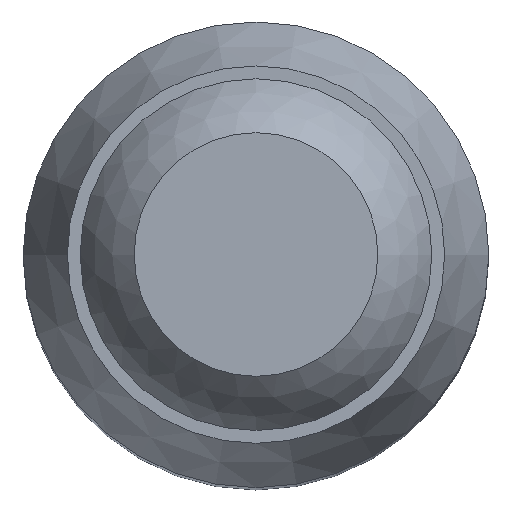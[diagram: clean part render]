
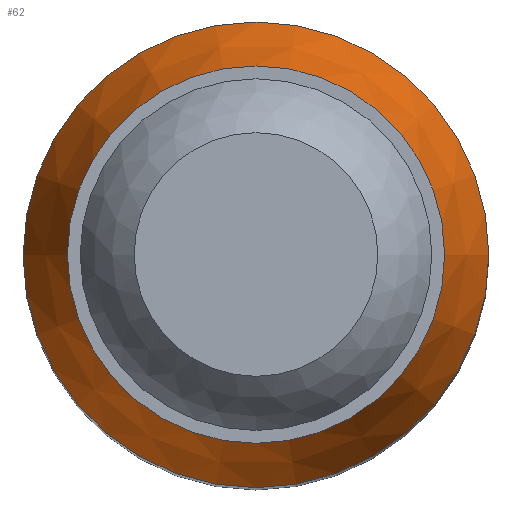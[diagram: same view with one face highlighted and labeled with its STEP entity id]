
A CAD part, top view. The second image highlights one B-rep face of the part: STEP entity #62.
In plain terms, the highlighted conical face has half-angle 20.41 degrees and reference radius 12 mm.
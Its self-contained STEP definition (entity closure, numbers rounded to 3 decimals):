
#62 = ADVANCED_FACE( '', ( #132, #133 ), #134, .T. );
#132 = FACE_BOUND( '', #206, .T. );
#133 = FACE_OUTER_BOUND( '', #207, .T. );
#134 = CONICAL_SURFACE( '', #208, 12., 0.356 );
#206 = EDGE_LOOP( '', ( #311 ) );
#207 = EDGE_LOOP( '', ( #312 ) );
#208 = AXIS2_PLACEMENT_3D( '', #313, #314, #315 );
#311 = ORIENTED_EDGE( '', *, *, #410, .T. );
#312 = ORIENTED_EDGE( '', *, *, #431, .F. );
#313 = CARTESIAN_POINT( '', ( 0., 0., 70.026 ) );
#314 = DIRECTION( '', ( 0., 0., -1. ) );
#315 = DIRECTION( '', ( -1., 0., 0. ) );
#410 = EDGE_CURVE( '', #478, #478, #479, .T. );
#431 = EDGE_CURVE( '', #510, #510, #511, .T. );
#478 = VERTEX_POINT( '', #565 );
#479 = CIRCLE( '', #566, 9.725 );
#510 = VERTEX_POINT( '', #608 );
#511 = CIRCLE( '', #609, 12. );
#565 = CARTESIAN_POINT( '', ( -9.725, 0., 76.14 ) );
#566 = AXIS2_PLACEMENT_3D( '', #655, #656, #657 );
#608 = CARTESIAN_POINT( '', ( -12., 0., 70.026 ) );
#609 = AXIS2_PLACEMENT_3D( '', #678, #679, #680 );
#655 = CARTESIAN_POINT( '', ( 0., 0., 76.14 ) );
#656 = DIRECTION( '', ( 0., 0., -1. ) );
#657 = DIRECTION( '', ( -1., 0., 0. ) );
#678 = CARTESIAN_POINT( '', ( 0., 0., 70.026 ) );
#679 = DIRECTION( '', ( 0., 0., -1. ) );
#680 = DIRECTION( '', ( -1., 0., 0. ) );
